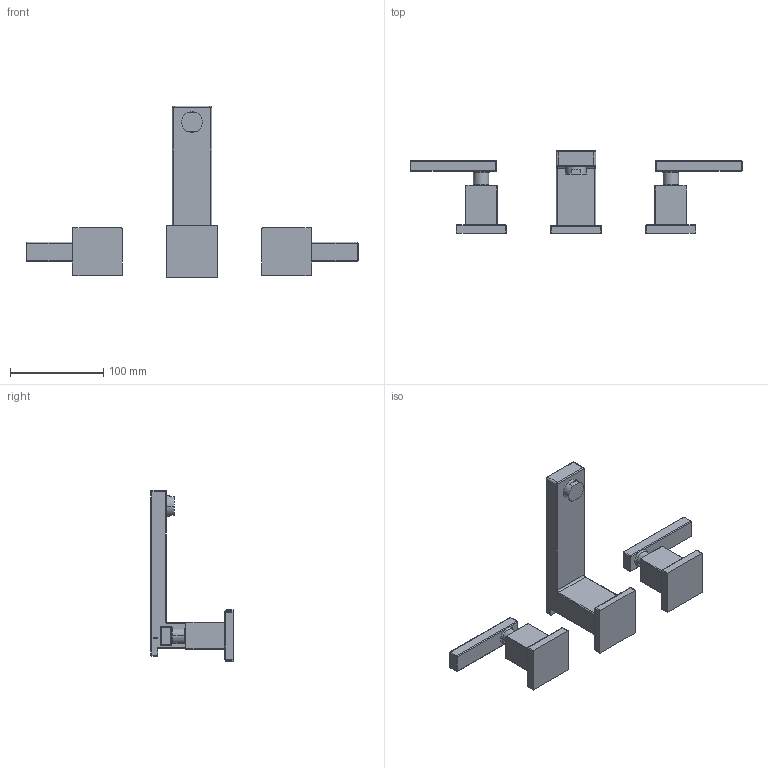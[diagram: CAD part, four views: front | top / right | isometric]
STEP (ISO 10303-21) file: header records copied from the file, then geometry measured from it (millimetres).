
FILE_DESCRIPTION((''),'2;1');
FILE_NAME('2560','2020-11-27T14:15:18',('jinson.thomas'),(''),'CREO PARAMETRIC BY PTC INC, 2018400','CREO PARAMETRIC BY PTC INC, 2018400','');
FILE_SCHEMA(('CONFIG_CONTROL_DESIGN'));
Length unit declared in the file: inch
Products named in the file (1): 2560
Bounding box: 355.6 x 87.88 x 184.07 mm (x, y, z)
Volume: 406072.3 mm3; surface area: 75573.7 mm2
Topology: 3 solids, 3 shells, 210 faces, 504 edges, 270 vertices
Faces by surface type: cylinder 96, plane 62, sphere 38, bspline 8, torus 6
Entity records: 6004 total; most frequent: CARTESIAN_POINT 1218, DIRECTION 1092, ORIENTED_EDGE 932, EDGE_CURVE 466, AXIS2_PLACEMENT_3D 432, VERTEX_POINT 270, CIRCLE 230, VECTOR 228
